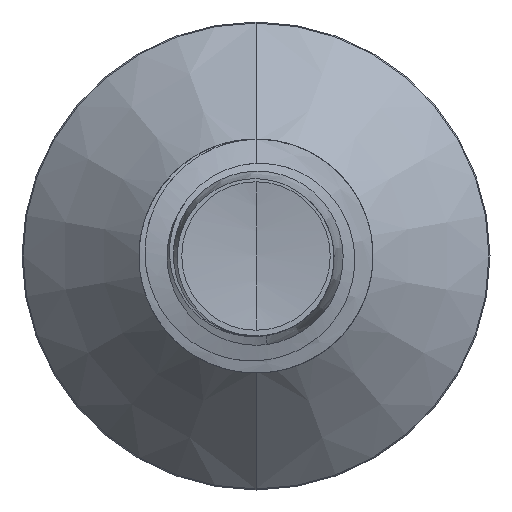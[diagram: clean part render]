
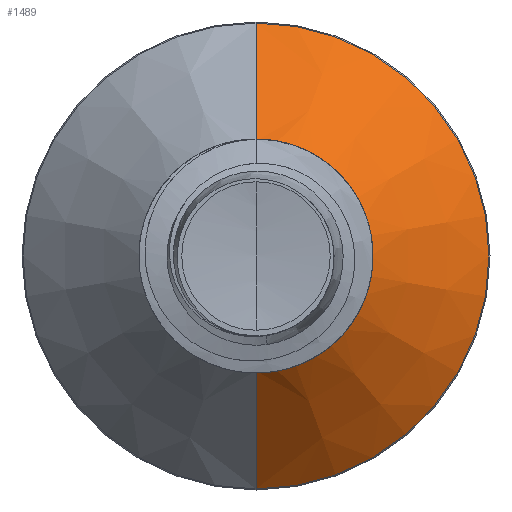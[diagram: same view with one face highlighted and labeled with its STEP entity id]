
A CAD part, front view. The second image highlights one B-rep face of the part: STEP entity #1489.
In plain terms, the highlighted conical face has half-angle 45 degrees and reference radius 1.08 mm.
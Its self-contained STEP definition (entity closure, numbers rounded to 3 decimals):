
#102 = LINE ( 'NONE', #11390, #3606 ) ;
#135 = DIRECTION ( 'NONE',  ( 0., 0., 1. ) ) ;
#1489 = ADVANCED_FACE ( 'NONE', ( #12887 ), #3863, .T. ) ;
#1845 = EDGE_CURVE ( 'NONE', #3190, #14422, #15647, .T. ) ;
#2018 = DIRECTION ( 'NONE',  ( 0., 1., 0. ) ) ;
#2399 = CARTESIAN_POINT ( 'NONE',  ( 0., 6.53, 0. ) ) ;
#3190 = VERTEX_POINT ( 'NONE', #10057 ) ;
#3606 = VECTOR ( 'NONE', #12993, 1000. ) ;
#3863 = CONICAL_SURFACE ( 'NONE', #7925, 1.08, 0.785 ) ;
#3898 = ORIENTED_EDGE ( 'NONE', *, *, #16247, .F. ) ;
#4110 = CARTESIAN_POINT ( 'NONE',  ( 0., 6.53, -1.08 ) ) ;
#5255 = CARTESIAN_POINT ( 'NONE',  ( 0., 7.64, -2.19 ) ) ;
#5996 = VERTEX_POINT ( 'NONE', #17415 ) ;
#6357 = LINE ( 'NONE', #4110, #10857 ) ;
#6858 = DIRECTION ( 'NONE',  ( 0., 1., 0. ) ) ;
#7925 = AXIS2_PLACEMENT_3D ( 'NONE', #19868, #2018, #135 ) ;
#8237 = AXIS2_PLACEMENT_3D ( 'NONE', #16448, #6858, #18033 ) ;
#8284 = EDGE_LOOP ( 'NONE', ( #10158, #8742, #14750, #3898 ) ) ;
#8742 = ORIENTED_EDGE ( 'NONE', *, *, #10536, .T. ) ;
#9897 = VERTEX_POINT ( 'NONE', #5255 ) ;
#10057 = CARTESIAN_POINT ( 'NONE',  ( 0., 6.53, 1.08 ) ) ;
#10158 = ORIENTED_EDGE ( 'NONE', *, *, #1845, .T. ) ;
#10536 = EDGE_CURVE ( 'NONE', #14422, #9897, #6357, .T. ) ;
#10857 = VECTOR ( 'NONE', #18504, 1000. ) ;
#11390 = CARTESIAN_POINT ( 'NONE',  ( 0., 6.53, 1.08 ) ) ;
#12887 = FACE_OUTER_BOUND ( 'NONE', #8284, .T. ) ;
#12993 = DIRECTION ( 'NONE',  ( 0., 0.707, 0.707 ) ) ;
#13903 = DIRECTION ( 'NONE',  ( 0., 0., 1. ) ) ;
#14422 = VERTEX_POINT ( 'NONE', #15292 ) ;
#14750 = ORIENTED_EDGE ( 'NONE', *, *, #15495, .F. ) ;
#15292 = CARTESIAN_POINT ( 'NONE',  ( 0., 6.53, -1.08 ) ) ;
#15495 = EDGE_CURVE ( 'NONE', #5996, #9897, #20656, .T. ) ;
#15647 = CIRCLE ( 'NONE', #16520, 1.08 ) ;
#16247 = EDGE_CURVE ( 'NONE', #3190, #5996, #102, .T. ) ;
#16448 = CARTESIAN_POINT ( 'NONE',  ( 0., 7.64, 0. ) ) ;
#16520 = AXIS2_PLACEMENT_3D ( 'NONE', #2399, #18550, #13903 ) ;
#17415 = CARTESIAN_POINT ( 'NONE',  ( 0., 7.64, 2.19 ) ) ;
#18033 = DIRECTION ( 'NONE',  ( 0., 0., 1. ) ) ;
#18504 = DIRECTION ( 'NONE',  ( 0., 0.707, -0.707 ) ) ;
#18550 = DIRECTION ( 'NONE',  ( 0., 1., 0. ) ) ;
#19868 = CARTESIAN_POINT ( 'NONE',  ( 0., 6.53, 0. ) ) ;
#20656 = CIRCLE ( 'NONE', #8237, 2.19 ) ;
